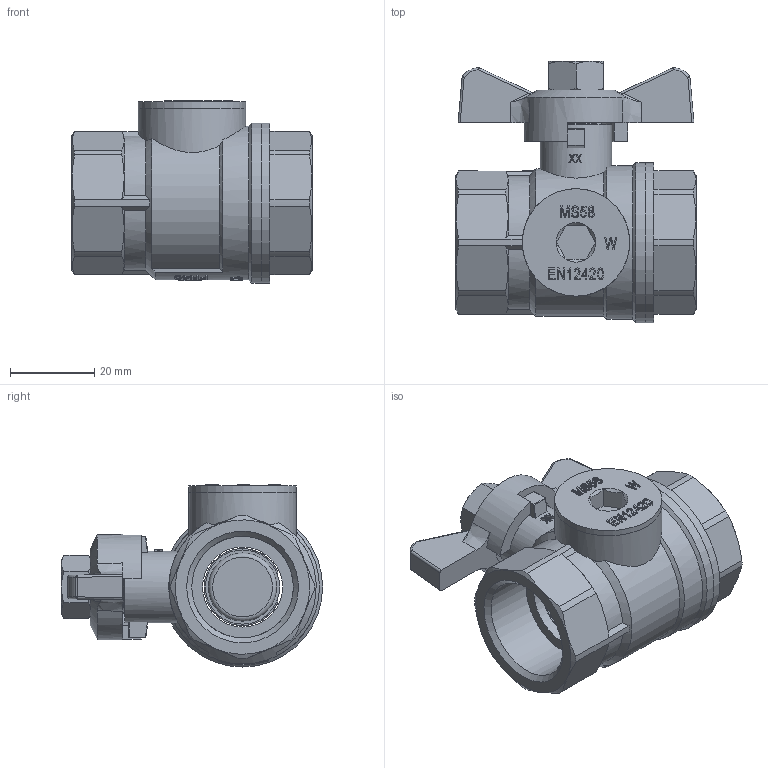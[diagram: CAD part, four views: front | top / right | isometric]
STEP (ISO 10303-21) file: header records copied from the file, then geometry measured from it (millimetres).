
FILE_DESCRIPTION(/* description */ ('Unknown'),/* implementation_level */ '2;1');
FILE_NAME(/* name */ '6060-05',/* time_stamp */ '2023-02-09T13:23:28+01:00',/* author */ ('Unknown'),/* organization */ ('Unknown'),/* preprocessor_version */ 'ST-DEVELOPER v16.7',/* originating_system */ 'Solid Edge',/* authorisation */ 'Unknown');
FILE_SCHEMA (('AUTOMOTIVE_DESIGN {1 0 10303 214 3 1 1}'));
Length unit declared in the file: millimetre
Products named in the file (14): 6060-3_4; 600-1_2-Mutter-Fl-G; Kvrper-co; 600-3_4-Kvrper; 600-3_4-O-Ring; 600-3_4-Deckel; Flügelgriff 1_4 - 3_4; 600-3_4-Spindel-co_oa_0; 600-3_4-Spindel; 600-3_4-Stopfbuchse; 600-3_4-Kvrper-co_oa_1; 600-3_4-Speerring; 600-3_4-Einschraubteil; 600-3_4-Sieb
Assembly tree (13 placements, depth 3):
  6060-3_4
    600-1_2-Mutter-Fl-G
    Kvrper-co
      600-3_4-Kvrper
      600-3_4-O-Ring
      600-3_4-Deckel
    Flügelgriff 1_4 - 3_4
    600-3_4-Spindel-co_oa_0
      600-3_4-Spindel
      600-3_4-Stopfbuchse
    600-3_4-Kvrper-co_oa_1
      600-3_4-Speerring
      600-3_4-Einschraubteil
      600-3_4-Sieb
Bounding box: 57 x 62 x 43.25 mm (x, y, z)
Volume: 34561.4 mm3; surface area: 26875.8 mm2
Topology: 10 solids, 10 shells, 1245 faces, 3446 edges, 2281 vertices
Faces by surface type: plane 1037, cylinder 118, cone 58, bspline 18, sphere 10, torus 4
Full cylindrical faces by diameter (mm): 1.5 x2, 6.6 x1, 6.75 x1, 8.9 x2, 9.1 x1, 9.3 x1, 10.5 x1, 11 x1, 12 x1, 12.5 x1, 14 x1, 14.5 x1, 16 x1, 16.2 x1, 17 x1, 17.6 x1, 18.5 x1, 19 x2, 19.3 x1, 19.5 x1, 21 x2, 24.117 x2, 25.5 x2, 27 x2, 31.5 x1, 32.5 x1, 33 x1, 36.5 x1, 38 x2
Entity records: 47916 total; most frequent: CARTESIAN_POINT 10600, DIRECTION 6879, ORIENTED_EDGE 6718, EDGE_CURVE 3359, AXIS2_PLACEMENT_3D 2445, VERTEX_POINT 2261, LINE 1989, VECTOR 1989
